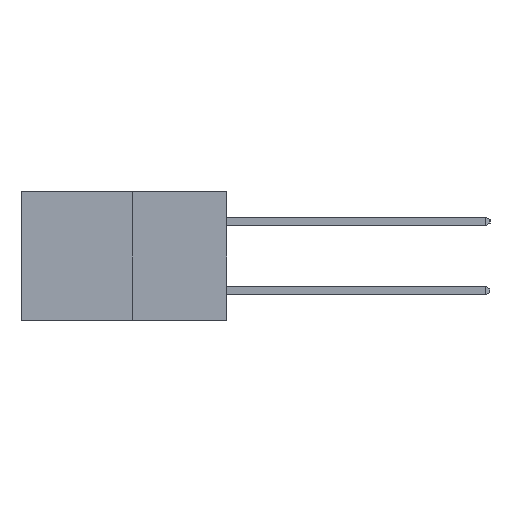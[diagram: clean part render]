
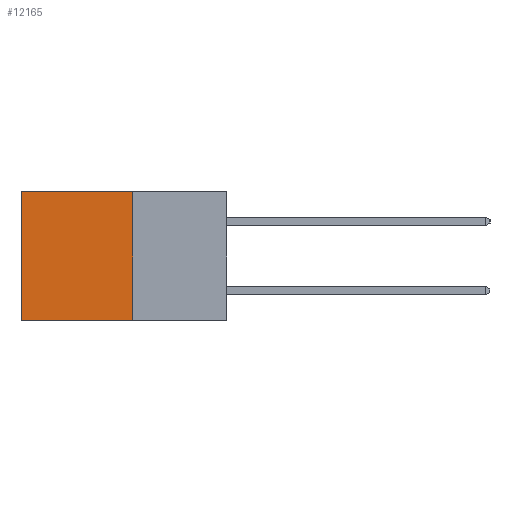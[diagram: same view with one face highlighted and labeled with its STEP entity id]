
A CAD part, left-side view. The second image highlights one B-rep face of the part: STEP entity #12165.
In plain terms, the highlighted planar face has unit normal (-1, 0, 0).
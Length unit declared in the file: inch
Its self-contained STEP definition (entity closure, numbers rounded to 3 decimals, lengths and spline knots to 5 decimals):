
#241 = LINE ( 'NONE', #5670, #14120 ) ;
#364 = VERTEX_POINT ( 'NONE', #13269 ) ;
#1125 = CARTESIAN_POINT ( 'NONE',  ( 0.277, 0.27, -0.37 ) ) ;
#1149 = DIRECTION ( 'NONE',  ( 0., 0., -1. ) ) ;
#1802 = DIRECTION ( 'NONE',  ( 0., 1., 0. ) ) ;
#2182 = EDGE_CURVE ( 'NONE', #364, #17096, #16985, .T. ) ;
#2220 = EDGE_CURVE ( 'NONE', #364, #2471, #16254, .T. ) ;
#2471 = VERTEX_POINT ( 'NONE', #7190 ) ;
#2537 = DIRECTION ( 'NONE',  ( 0., 0., -1. ) ) ;
#3051 = VECTOR ( 'NONE', #6446, 39.37008 ) ;
#5670 = CARTESIAN_POINT ( 'NONE',  ( 0.277, 0.59, -0.37 ) ) ;
#6166 = VECTOR ( 'NONE', #1149, 39.37008 ) ;
#6203 = VECTOR ( 'NONE', #1802, 39.37008 ) ;
#6446 = DIRECTION ( 'NONE',  ( 0., 1., 0. ) ) ;
#6851 = ORIENTED_EDGE ( 'NONE', *, *, #2220, .F. ) ;
#7190 = CARTESIAN_POINT ( 'NONE',  ( 0.277, 0.27, -0.37 ) ) ;
#7273 = CARTESIAN_POINT ( 'NONE',  ( 0.277, 0.27, 0. ) ) ;
#8326 = DIRECTION ( 'NONE',  ( 0., 0., -1. ) ) ;
#8431 = CARTESIAN_POINT ( 'NONE',  ( 0.277, 0.59, -0.37 ) ) ;
#9630 = AXIS2_PLACEMENT_3D ( 'NONE', #1125, #10597, #2537 ) ;
#9910 = CARTESIAN_POINT ( 'NONE',  ( 0.277, 0.27, -0.37 ) ) ;
#10341 = ORIENTED_EDGE ( 'NONE', *, *, #2182, .T. ) ;
#10597 = DIRECTION ( 'NONE',  ( 1., 0., 0. ) ) ;
#11661 = EDGE_LOOP ( 'NONE', ( #14818, #12954, #6851, #10341 ) ) ;
#12165 = ADVANCED_FACE ( 'NONE', ( #16557 ), #16943, .F. ) ;
#12446 = CARTESIAN_POINT ( 'NONE',  ( 0.277, 0.59, 0. ) ) ;
#12954 = ORIENTED_EDGE ( 'NONE', *, *, #14582, .F. ) ;
#13153 = VERTEX_POINT ( 'NONE', #8431 ) ;
#13269 = CARTESIAN_POINT ( 'NONE',  ( 0.277, 0.27, 0. ) ) ;
#14089 = CARTESIAN_POINT ( 'NONE',  ( 0.277, 0.27, -0.37 ) ) ;
#14120 = VECTOR ( 'NONE', #8326, 39.37008 ) ;
#14508 = EDGE_CURVE ( 'NONE', #17096, #13153, #241, .T. ) ;
#14582 = EDGE_CURVE ( 'NONE', #2471, #13153, #16651, .T. ) ;
#14818 = ORIENTED_EDGE ( 'NONE', *, *, #14508, .T. ) ;
#16254 = LINE ( 'NONE', #14089, #6166 ) ;
#16557 = FACE_OUTER_BOUND ( 'NONE', #11661, .T. ) ;
#16651 = LINE ( 'NONE', #9910, #6203 ) ;
#16943 = PLANE ( 'NONE',  #9630 ) ;
#16985 = LINE ( 'NONE', #7273, #3051 ) ;
#17096 = VERTEX_POINT ( 'NONE', #12446 ) ;
